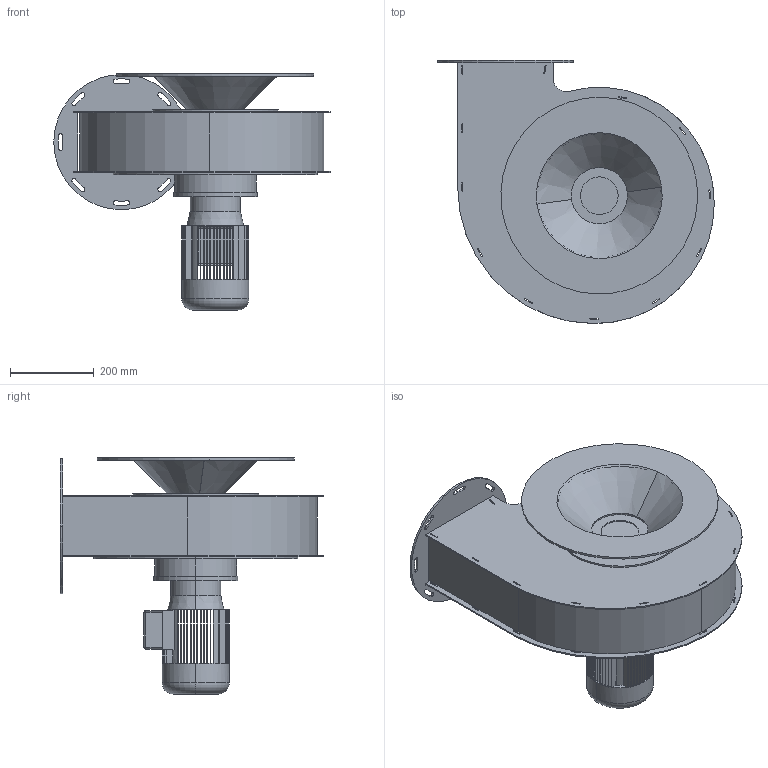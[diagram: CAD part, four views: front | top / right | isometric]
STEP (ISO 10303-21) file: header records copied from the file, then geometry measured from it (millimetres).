
FILE_DESCRIPTION (( 'STEP AP203' ), '1' );
FILE_NAME ('Ventilator_cyklony_Framun_L.STEP', '2021-02-10T12:09:08', ( '' ), ( '' ), 'SwSTEP 2.0', 'SolidWorks 2020', '' );
FILE_SCHEMA (( 'CONFIG_CONTROL_DESIGN' ));
Length unit declared in the file: inch
Products named in the file (1): Ventilator_cyklony_Framun_L
Bounding box: 660.03 x 628.15 x 563.66 mm (x, y, z)
Surface area: 2533707.6 mm2 (no closed solid volume)
Topology: 0 solids, 8 shells, 422 faces, 1490 edges, 1015 vertices
Faces by surface type: plane 274, cylinder 134, cone 8, sphere 4, torus 2
Entity records: 16295 total; most frequent: CARTESIAN_POINT 4011, ORIENTED_EDGE 2386, DIRECTION 2363, EDGE_CURVE 1486, VERTEX_POINT 1015, LINE 885, VECTOR 885, AXIS2_PLACEMENT_3D 739
